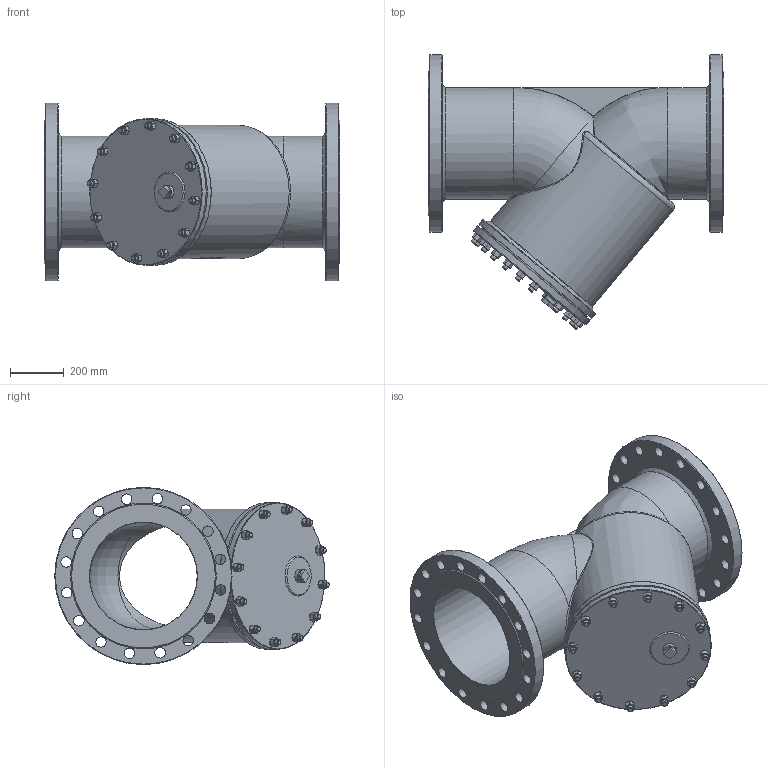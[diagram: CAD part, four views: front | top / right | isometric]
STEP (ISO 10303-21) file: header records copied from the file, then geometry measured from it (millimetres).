
FILE_DESCRIPTION(/* description */ (''),/* implementation_level */ '2;1');
FILE_NAME(/* name */ 'DN400_3D_STEP.stp',/* time_stamp */ '2025-12-19T00:22:27+03:00',/* author */ ('igorr'),/* organization */ (''),/* preprocessor_version */ 'ST-DEVELOPER v20',/* originating_system */ 'Autodesk Inventor 2025',/* authorisation */ '');
FILE_SCHEMA (('AUTOMOTIVE_DESIGN { 1 0 10303 214 3 1 1 }'));
Length unit declared in the file: millimetre
Products named in the file (3): Сборка; Деталь1; ANSI B18.2.4.2M - M20x2,5
Assembly tree (13 placements, depth 2):
  Сборка
    Деталь1
    ANSI B18.2.4.2M - M20x2,5  x12
Bounding box: 1100 x 1021.63 x 660 mm (x, y, z)
Volume: 90504807.5 mm3; surface area: 4946135.3 mm2
Topology: 13 solids, 13 shells, 497 faces, 1170 edges, 735 vertices
Faces by surface type: plane 193, cylinder 124, cone 118, bspline 40, torus 20, sphere 2
Full cylindrical faces by diameter (mm): 17.294 x12, 20 x12, 27.9 x12, 39 x32, 50 x1, 400 x3, 416 x2, 496 x2, 546 x2, 660 x2
Entity records: 10580 total; most frequent: CARTESIAN_POINT 3058, DIRECTION 1532, ORIENTED_EDGE 1430, EDGE_CURVE 715, AXIS2_PLACEMENT_3D 656, VERTEX_POINT 460, EDGE_LOOP 385, CIRCLE 308
